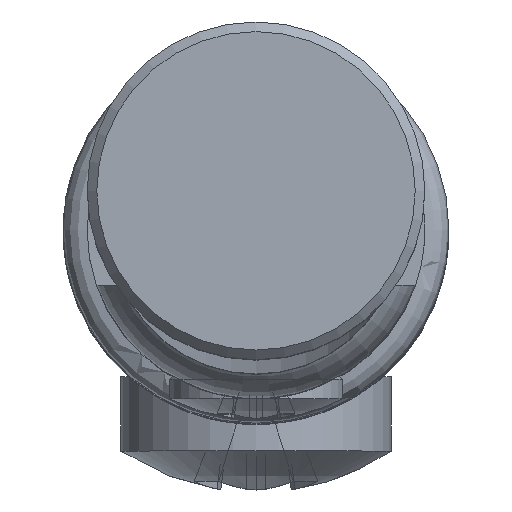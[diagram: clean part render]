
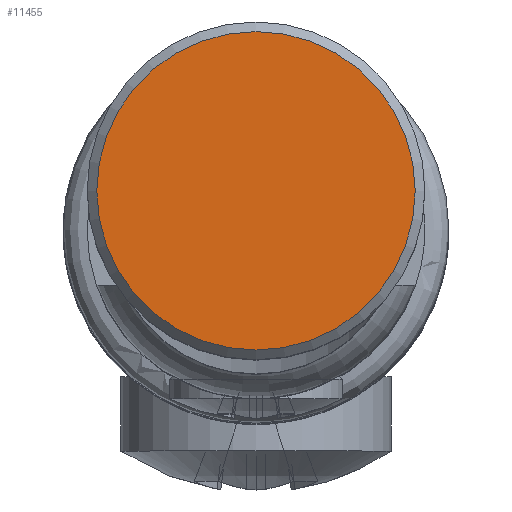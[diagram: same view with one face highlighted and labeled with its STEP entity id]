
A CAD part, top view. The second image highlights one B-rep face of the part: STEP entity #11455.
In plain terms, the highlighted planar face has unit normal (0, 0, 1).
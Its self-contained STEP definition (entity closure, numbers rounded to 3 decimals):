
#11435 = VERTEX_POINT('',#11436);
#11436 = CARTESIAN_POINT('',(3.3,0.,482.5));
#11444 = EDGE_CURVE('',#11435,#11435,#11445,.T.);
#11445 = CIRCLE('',#11446,3.3);
#11446 = AXIS2_PLACEMENT_3D('',#11447,#11448,#11449);
#11447 = CARTESIAN_POINT('',(0.,0.,482.5));
#11448 = DIRECTION('',(0.,0.,1.));
#11449 = DIRECTION('',(1.,0.,-0.));
#11455 = ADVANCED_FACE('',(#11456),#11459,.T.);
#11456 = FACE_BOUND('',#11457,.T.);
#11457 = EDGE_LOOP('',(#11458));
#11458 = ORIENTED_EDGE('',*,*,#11444,.T.);
#11459 = PLANE('',#11460);
#11460 = AXIS2_PLACEMENT_3D('',#11461,#11462,#11463);
#11461 = CARTESIAN_POINT('',(0.,0.,482.5));
#11462 = DIRECTION('',(0.,0.,1.));
#11463 = DIRECTION('',(0.,1.,0.));
